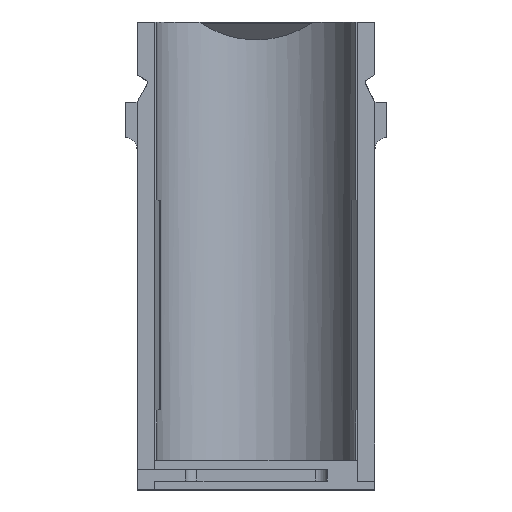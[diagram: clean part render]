
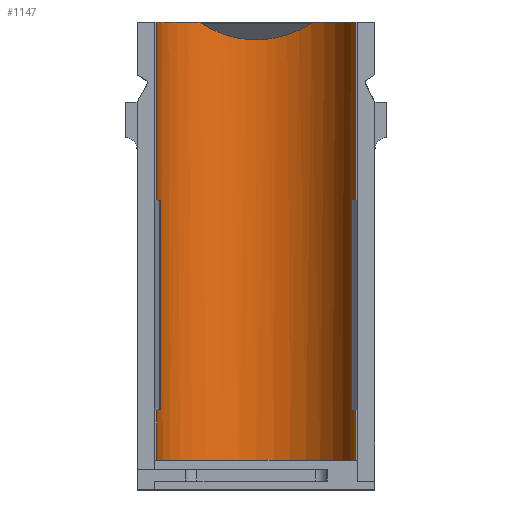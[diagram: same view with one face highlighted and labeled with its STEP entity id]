
A CAD part, left-side view. The second image highlights one B-rep face of the part: STEP entity #1147.
In plain terms, the highlighted cylindrical face has radius 8.4 mm (diameter 16.8 mm), a partial arc.
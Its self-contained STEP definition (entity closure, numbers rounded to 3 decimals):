
#15=ELLIPSE('',#1233,11.879,8.4);
#16=ELLIPSE('',#1234,11.879,8.4);
#23=CYLINDRICAL_SURFACE('',#1229,8.4);
#38=CIRCLE('',#1226,8.4);
#39=CIRCLE('',#1230,8.4);
#40=CIRCLE('',#1231,8.4);
#41=CIRCLE('',#1232,8.4);
#42=CIRCLE('',#1235,8.4);
#43=CIRCLE('',#1236,8.4);
#44=CIRCLE('',#1237,8.4);
#78=FACE_OUTER_BOUND('',#138,.T.);
#138=EDGE_LOOP('',(#861,#862,#863,#864,#865,#866,#867,#868,#869,#870,#871,
#872,#873,#874,#875,#876,#877,#878));
#249=LINE('',#2108,#386);
#251=LINE('',#2112,#388);
#252=LINE('',#2116,#389);
#253=LINE('',#2120,#390);
#254=LINE('',#2124,#391);
#255=LINE('',#2128,#392);
#256=LINE('',#2132,#393);
#257=LINE('',#2136,#394);
#258=LINE('',#2140,#395);
#386=VECTOR('',#1413,10.);
#388=VECTOR('',#1417,10.);
#389=VECTOR('',#1420,10.);
#390=VECTOR('',#1423,10.);
#391=VECTOR('',#1426,10.);
#392=VECTOR('',#1429,10.);
#393=VECTOR('',#1432,10.);
#394=VECTOR('',#1435,10.);
#395=VECTOR('',#1438,10.);
#509=VERTEX_POINT('',#2079);
#510=VERTEX_POINT('',#2080);
#521=VERTEX_POINT('',#2107);
#522=VERTEX_POINT('',#2111);
#523=VERTEX_POINT('',#2113);
#524=VERTEX_POINT('',#2115);
#525=VERTEX_POINT('',#2117);
#526=VERTEX_POINT('',#2119);
#527=VERTEX_POINT('',#2121);
#528=VERTEX_POINT('',#2123);
#529=VERTEX_POINT('',#2125);
#530=VERTEX_POINT('',#2127);
#531=VERTEX_POINT('',#2129);
#532=VERTEX_POINT('',#2131);
#533=VERTEX_POINT('',#2133);
#534=VERTEX_POINT('',#2135);
#535=VERTEX_POINT('',#2137);
#536=VERTEX_POINT('',#2139);
#639=EDGE_CURVE('',#509,#510,#38,.T.);
#653=EDGE_CURVE('',#521,#509,#249,.T.);
#655=EDGE_CURVE('',#522,#510,#251,.T.);
#656=EDGE_CURVE('',#522,#523,#39,.F.);
#657=EDGE_CURVE('',#524,#523,#252,.T.);
#658=EDGE_CURVE('',#525,#524,#40,.T.);
#659=EDGE_CURVE('',#526,#525,#253,.T.);
#660=EDGE_CURVE('',#527,#526,#41,.T.);
#661=EDGE_CURVE('',#527,#528,#254,.T.);
#662=EDGE_CURVE('',#529,#528,#15,.F.);
#663=EDGE_CURVE('',#530,#529,#255,.T.);
#664=EDGE_CURVE('',#531,#530,#16,.F.);
#665=EDGE_CURVE('',#531,#532,#256,.T.);
#666=EDGE_CURVE('',#533,#532,#42,.T.);
#667=EDGE_CURVE('',#533,#534,#257,.T.);
#668=EDGE_CURVE('',#535,#534,#43,.T.);
#669=EDGE_CURVE('',#536,#535,#258,.T.);
#670=EDGE_CURVE('',#536,#521,#44,.F.);
#861=ORIENTED_EDGE('',*,*,#639,.T.);
#862=ORIENTED_EDGE('',*,*,#655,.F.);
#863=ORIENTED_EDGE('',*,*,#656,.T.);
#864=ORIENTED_EDGE('',*,*,#657,.F.);
#865=ORIENTED_EDGE('',*,*,#658,.F.);
#866=ORIENTED_EDGE('',*,*,#659,.F.);
#867=ORIENTED_EDGE('',*,*,#660,.F.);
#868=ORIENTED_EDGE('',*,*,#661,.T.);
#869=ORIENTED_EDGE('',*,*,#662,.F.);
#870=ORIENTED_EDGE('',*,*,#663,.F.);
#871=ORIENTED_EDGE('',*,*,#664,.F.);
#872=ORIENTED_EDGE('',*,*,#665,.T.);
#873=ORIENTED_EDGE('',*,*,#666,.F.);
#874=ORIENTED_EDGE('',*,*,#667,.T.);
#875=ORIENTED_EDGE('',*,*,#668,.F.);
#876=ORIENTED_EDGE('',*,*,#669,.F.);
#877=ORIENTED_EDGE('',*,*,#670,.T.);
#878=ORIENTED_EDGE('',*,*,#653,.T.);
#1147=ADVANCED_FACE('',(#78),#23,.F.);
#1226=AXIS2_PLACEMENT_3D('',#2081,#1394,#1395);
#1229=AXIS2_PLACEMENT_3D('',#2110,#1415,#1416);
#1230=AXIS2_PLACEMENT_3D('',#2114,#1418,#1419);
#1231=AXIS2_PLACEMENT_3D('',#2118,#1421,#1422);
#1232=AXIS2_PLACEMENT_3D('',#2122,#1424,#1425);
#1233=AXIS2_PLACEMENT_3D('',#2126,#1427,#1428);
#1234=AXIS2_PLACEMENT_3D('',#2130,#1430,#1431);
#1235=AXIS2_PLACEMENT_3D('',#2134,#1433,#1434);
#1236=AXIS2_PLACEMENT_3D('',#2138,#1436,#1437);
#1237=AXIS2_PLACEMENT_3D('',#2141,#1439,#1440);
#1394=DIRECTION('center_axis',(0.,0.,
-1.));
#1395=DIRECTION('ref_axis',(1.,0.,0.));
#1413=DIRECTION('',(0.,0.,-1.));
#1415=DIRECTION('center_axis',(0.,0.,-1.));
#1416=DIRECTION('ref_axis',(1.,0.,0.));
#1417=DIRECTION('',(0.,0.,-1.));
#1418=DIRECTION('center_axis',(0.,0.,
1.));
#1419=DIRECTION('ref_axis',(1.,0.,0.));
#1420=DIRECTION('',(0.,0.,-1.));
#1421=DIRECTION('center_axis',(0.,0.,-1.));
#1422=DIRECTION('ref_axis',(1.,0.,0.));
#1423=DIRECTION('',(0.,0.,-1.));
#1424=DIRECTION('center_axis',(0.,0.,-1.));
#1425=DIRECTION('ref_axis',(1.,0.,0.));
#1426=DIRECTION('',(0.,0.,-1.));
#1427=DIRECTION('center_axis',(0.707,0.,0.707));
#1428=DIRECTION('ref_axis',(0.707,0.,-0.707));
#1429=DIRECTION('',(0.,-1.,0.));
#1430=DIRECTION('center_axis',(0.707,0.,0.707));
#1431=DIRECTION('ref_axis',(0.707,0.,-0.707));
#1432=DIRECTION('',(0.,0.,1.));
#1433=DIRECTION('center_axis',(0.,0.,-1.));
#1434=DIRECTION('ref_axis',(1.,0.,0.));
#1435=DIRECTION('',(0.,0.,-1.));
#1436=DIRECTION('center_axis',(0.,0.,-1.));
#1437=DIRECTION('ref_axis',(1.,0.,0.));
#1438=DIRECTION('',(0.,0.,1.));
#1439=DIRECTION('center_axis',(0.,0.,
1.));
#1440=DIRECTION('ref_axis',(1.,0.,0.));
#2079=CARTESIAN_POINT('',(-14.314,8.398,-38.432));
#2080=CARTESIAN_POINT('',(-14.314,-8.402,-38.432));
#2081=CARTESIAN_POINT('Origin',(-14.314,-0.002,
-38.432));
#2107=CARTESIAN_POINT('',(-14.314,8.398,-34.182));
#2108=CARTESIAN_POINT('',(-14.314,8.398,-1.5));
#2110=CARTESIAN_POINT('Origin',(-14.314,-0.002,
-1.5));
#2111=CARTESIAN_POINT('',(-14.314,-8.402,-34.182));
#2112=CARTESIAN_POINT('',(-14.314,-8.402,-1.5));
#2113=CARTESIAN_POINT('',(-16.073,-8.216,-34.182));
#2114=CARTESIAN_POINT('Origin',(-14.314,-0.002,
-34.182));
#2115=CARTESIAN_POINT('',(-16.073,-8.216,-16.5));
#2116=CARTESIAN_POINT('',(-16.073,-8.216,-1.5));
#2117=CARTESIAN_POINT('',(-14.314,-8.402,-16.5));
#2118=CARTESIAN_POINT('Origin',(-14.314,-0.002,
-16.5));
#2119=CARTESIAN_POINT('',(-14.314,-8.402,-1.5));
#2120=CARTESIAN_POINT('',(-14.314,-8.402,-1.5));
#2121=CARTESIAN_POINT('',(-7.314,-4.645,-1.5));
#2122=CARTESIAN_POINT('Origin',(-14.314,-0.002,
-1.5));
#2123=CARTESIAN_POINT('',(-7.314,-4.645,-1.6));
#2124=CARTESIAN_POINT('',(-7.314,-4.645,-1.5));
#2125=CARTESIAN_POINT('',(-5.914,-0.034,-3.));
#2126=CARTESIAN_POINT('Origin',(-14.314,-0.002,
5.4));
#2127=CARTESIAN_POINT('',(-5.914,0.03,-3.));
#2128=CARTESIAN_POINT('',(-5.914,-4.994,-3.));
#2129=CARTESIAN_POINT('',(-7.314,4.641,-1.6));
#2130=CARTESIAN_POINT('Origin',(-14.314,-0.002,
5.4));
#2131=CARTESIAN_POINT('',(-7.314,4.641,-1.5));
#2132=CARTESIAN_POINT('',(-7.314,4.641,-1.5));
#2133=CARTESIAN_POINT('',(-14.314,8.398,-1.5));
#2134=CARTESIAN_POINT('Origin',(-14.314,-0.002,
-1.5));
#2135=CARTESIAN_POINT('',(-14.314,8.398,-16.5));
#2136=CARTESIAN_POINT('',(-14.314,8.398,-1.5));
#2137=CARTESIAN_POINT('',(-16.046,8.217,-16.5));
#2138=CARTESIAN_POINT('Origin',(-14.314,-0.002,
-16.5));
#2139=CARTESIAN_POINT('',(-16.046,8.217,-34.182));
#2140=CARTESIAN_POINT('',(-16.046,8.217,-1.5));
#2141=CARTESIAN_POINT('Origin',(-14.314,-0.002,
-34.182));
